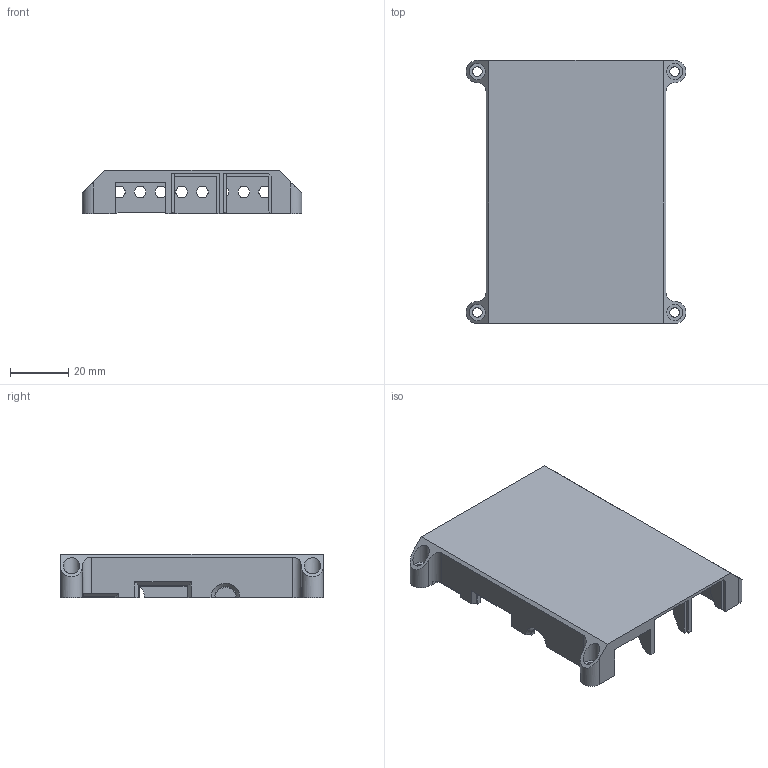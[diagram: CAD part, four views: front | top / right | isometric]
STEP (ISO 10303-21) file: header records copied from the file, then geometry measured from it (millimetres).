
FILE_DESCRIPTION(('FreeCAD Model'),'2;1');
FILE_NAME('Open CASCADE Shape Model','2024-08-22T18:10:28',(''),(''), 'Open CASCADE STEP processor 7.7','FreeCAD','Unknown');
FILE_SCHEMA(('AUTOMOTIVE_DESIGN { 1 0 10303 214 1 1 1 1 }'));
Length unit declared in the file: millimetre
Products named in the file (1): Top
Bounding box: 75.6 x 90.6 x 15 mm (x, y, z)
Volume: 17395.9 mm3; surface area: 19625.4 mm2
Topology: 1 solids, 1 shells, 129 faces, 359 edges, 236 vertices
Faces by surface type: plane 94, cylinder 30, cone 3, bspline 2
Full cylindrical faces by diameter (mm): 3.3 x4, 4 x8, 5.6 x4
Entity records: 4685 total; most frequent: CARTESIAN_POINT 1253, ORIENTED_EDGE 718, DIRECTION 677, EDGE_CURVE 359, LINE 293, VECTOR 293, VERTEX_POINT 236, AXIS2_PLACEMENT_3D 192
